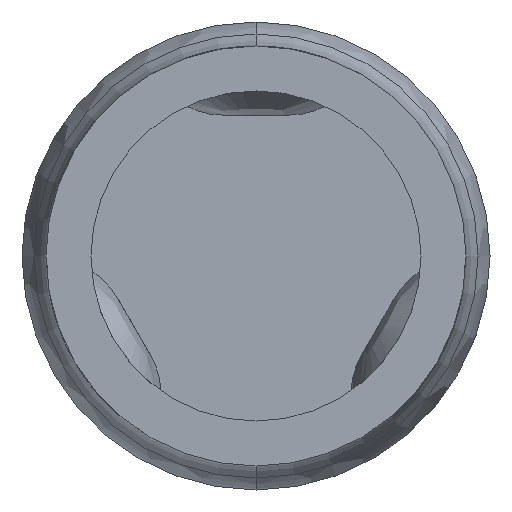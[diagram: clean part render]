
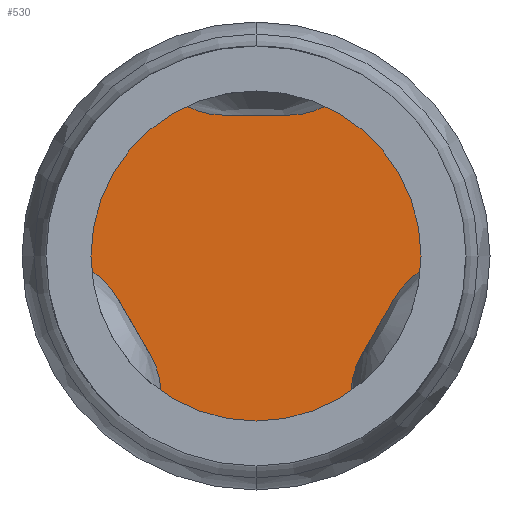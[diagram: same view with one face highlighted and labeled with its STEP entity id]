
A CAD part, front view. The second image highlights one B-rep face of the part: STEP entity #530.
In plain terms, the highlighted planar face has unit normal (0, -1, 0).
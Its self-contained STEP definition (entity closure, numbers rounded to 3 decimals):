
#80 = AXIS2_PLACEMENT_3D ( 'NONE', #919, #3114, #3494 ) ;
#329 = CARTESIAN_POINT ( 'NONE',  ( 0., -27.8, 0. ) ) ;
#472 = EDGE_CURVE ( 'Defeature ausgef�hrt1_0+Defeature ausgef�hrt1_43+Defeature ausgef�hrt1_43+Defeature ausgef�hrt1_43', #4299, #2625, #3125, .T. ) ;
#530 = ADVANCED_FACE ( 'Defeature ausgef�hrt1_43', ( #3000 ), #2831, .F. ) ;
#597 = CIRCLE ( 'NONE', #80, 0.276 ) ;
#748 = CARTESIAN_POINT ( 'NONE',  ( 0., -27.8, 0. ) ) ;
#919 = CARTESIAN_POINT ( 'NONE',  ( 0., -27.8, 0. ) ) ;
#1147 = DIRECTION ( 'NONE',  ( 0., 0., -1. ) ) ;
#1847 = AXIS2_PLACEMENT_3D ( 'NONE', #329, #3613, #1147 ) ;
#2377 = ORIENTED_EDGE ( 'NONE', *, *, #472, .F. ) ;
#2625 = VERTEX_POINT ( 'NONE', #5262 ) ;
#2831 = PLANE ( 'NONE',  #3987 ) ;
#3000 = FACE_OUTER_BOUND ( 'NONE', #5300, .T. ) ;
#3114 = DIRECTION ( 'NONE',  ( 0., 1., 0. ) ) ;
#3125 = CIRCLE ( 'NONE', #1847, 0.276 ) ;
#3237 = DIRECTION ( 'NONE',  ( 0., 1., 0. ) ) ;
#3494 = DIRECTION ( 'NONE',  ( 0., 0., -1. ) ) ;
#3613 = DIRECTION ( 'NONE',  ( 0., 1., 0. ) ) ;
#3987 = AXIS2_PLACEMENT_3D ( 'NONE', #748, #3237, #5306 ) ;
#4202 = EDGE_CURVE ( 'Defeature ausgef�hrt1_0+Defeature ausgef�hrt1_43+Defeature ausgef�hrt1_43+Defeature ausgef�hrt1_43', #2625, #4299, #597, .T. ) ;
#4299 = VERTEX_POINT ( 'NONE', #5316 ) ;
#5262 = CARTESIAN_POINT ( 'NONE',  ( 0., -27.8, 0.276 ) ) ;
#5300 = EDGE_LOOP ( 'NONE', ( #5388, #2377 ) ) ;
#5306 = DIRECTION ( 'NONE',  ( 0., 0., 1. ) ) ;
#5316 = CARTESIAN_POINT ( 'NONE',  ( 0., -27.8, -0.276 ) ) ;
#5388 = ORIENTED_EDGE ( 'NONE', *, *, #4202, .F. ) ;
